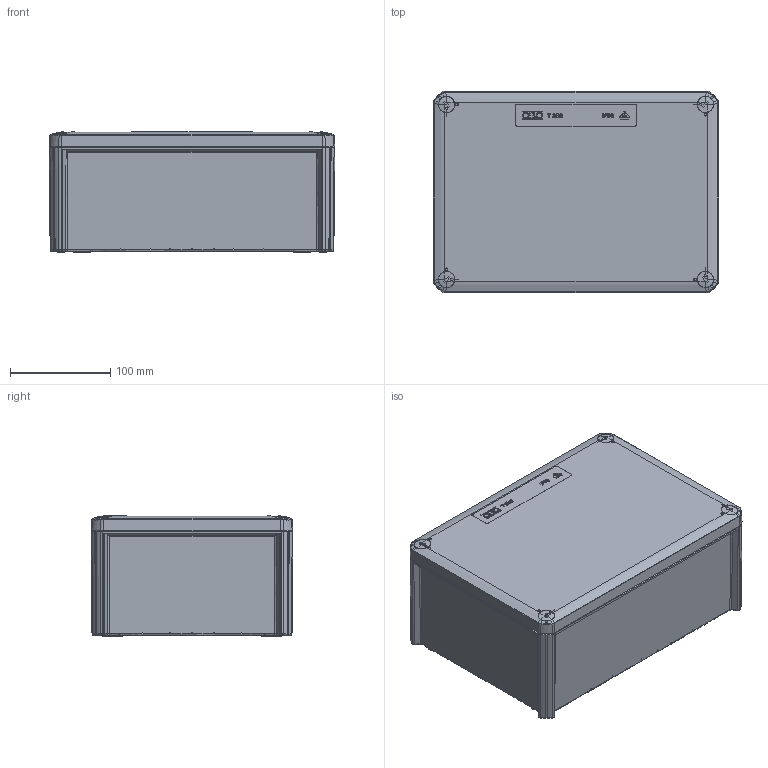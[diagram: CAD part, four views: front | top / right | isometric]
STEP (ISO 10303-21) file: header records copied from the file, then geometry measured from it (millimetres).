
FILE_DESCRIPTION(/* description */ (''),/* implementation_level */ '2;1');
FILE_NAME(/* name */ '2007303',/* time_stamp */ '2015-02-24T15:20:47+01:00',/* author */ (''),/* organization */ (''),/* preprocessor_version */ 'ST-DEVELOPER v15',/* originating_system */ '',/* authorisation */ '');
FILE_SCHEMA (('CONFIG_CONTROL_DESIGN'));
Length unit declared in the file: millimetre
Products named in the file (1): Document
Bounding box: 285 x 201.4 x 120.4 mm (x, y, z)
Volume: 137583.8 mm3; surface area: 465753.2 mm2
Topology: 5 solids, 6 shells, 1799 faces, 4888 edges, 3146 vertices
Faces by surface type: plane 918, bspline 881
Entity records: 81005 total; most frequent: CARTESIAN_POINT 51247, ORIENTED_EDGE 9759, EDGE_CURVE 4882, B_SPLINE_CURVE_WITH_KNOTS 3490, VERTEX_POINT 3146, EDGE_LOOP 1867, ADVANCED_FACE 1799, FACE_OUTER_BOUND 1799
